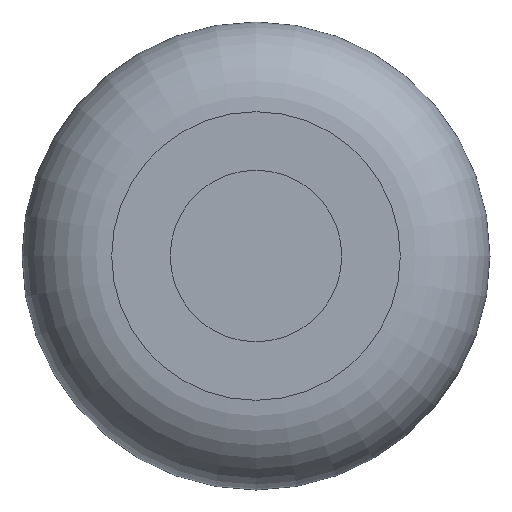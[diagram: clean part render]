
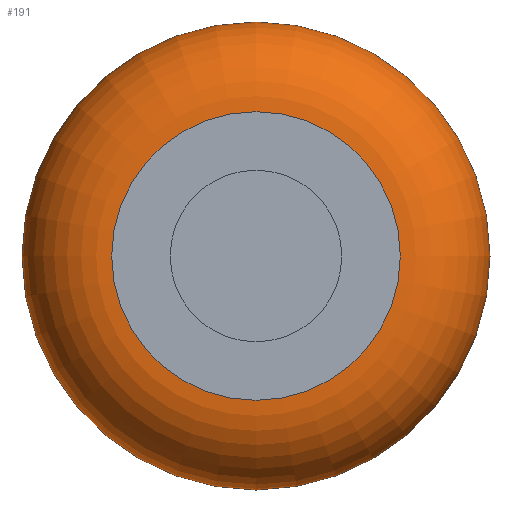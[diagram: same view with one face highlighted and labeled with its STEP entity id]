
A CAD part, front view. The second image highlights one B-rep face of the part: STEP entity #191.
In plain terms, the highlighted toroidal (fillet/blend) face has major radius 18.5 mm and minor radius 11.5 mm.
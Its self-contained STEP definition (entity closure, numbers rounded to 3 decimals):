
#42=FACE_OUTER_BOUND('',#57,.T.);
#57=EDGE_LOOP('',(#137,#138,#139,#140));
#76=CIRCLE('',#222,18.5);
#77=CIRCLE('',#223,11.5);
#78=CIRCLE('',#224,30.);
#96=VERTEX_POINT('',#335);
#97=VERTEX_POINT('',#337);
#112=EDGE_CURVE('',#96,#96,#76,.T.);
#113=EDGE_CURVE('',#96,#97,#77,.T.);
#114=EDGE_CURVE('',#97,#97,#78,.T.);
#137=ORIENTED_EDGE('',*,*,#112,.T.);
#138=ORIENTED_EDGE('',*,*,#113,.T.);
#139=ORIENTED_EDGE('',*,*,#114,.T.);
#140=ORIENTED_EDGE('',*,*,#113,.F.);
#187=TOROIDAL_SURFACE('',#221,18.5,11.5);
#191=ADVANCED_FACE('',(#42),#187,.T.);
#221=AXIS2_PLACEMENT_3D('',#334,#258,#259);
#222=AXIS2_PLACEMENT_3D('',#336,#260,#261);
#223=AXIS2_PLACEMENT_3D('',#338,#262,#263);
#224=AXIS2_PLACEMENT_3D('',#339,#264,#265);
#258=DIRECTION('center_axis',(0.,-1.,0.));
#259=DIRECTION('ref_axis',(1.,0.,0.));
#260=DIRECTION('center_axis',(0.,1.,0.));
#261=DIRECTION('ref_axis',(1.,0.,0.));
#262=DIRECTION('center_axis',(0.,0.,
-1.));
#263=DIRECTION('ref_axis',(-1.,0.,0.));
#264=DIRECTION('center_axis',(0.,-1.,0.));
#265=DIRECTION('ref_axis',(1.,0.,0.));
#334=CARTESIAN_POINT('Origin',(0.,-0.5,30.));
#335=CARTESIAN_POINT('',(-18.5,-12.,30.));
#336=CARTESIAN_POINT('Origin',(0.,-12.,30.));
#337=CARTESIAN_POINT('',(-30.,-0.5,30.));
#338=CARTESIAN_POINT('Origin',(-18.5,-0.5,30.));
#339=CARTESIAN_POINT('Origin',(0.,-0.5,30.));
